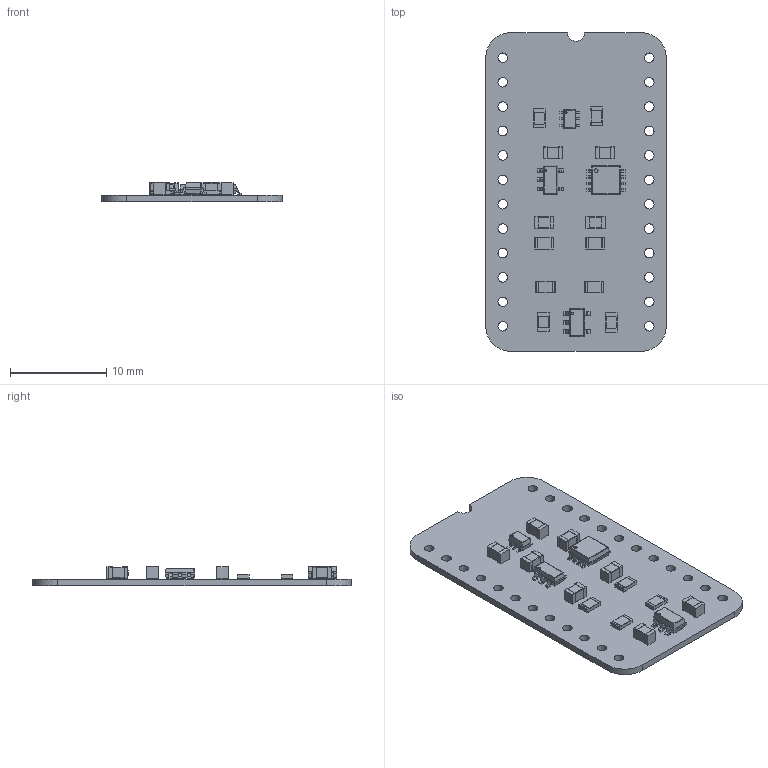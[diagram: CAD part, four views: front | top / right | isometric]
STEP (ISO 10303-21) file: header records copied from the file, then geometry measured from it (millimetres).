
FILE_DESCRIPTION(('KiCad electronic assembly'),'2;1');
FILE_NAME('Clock Doubler.step','2024-07-02T10:34:11',('Pcbnew'),('Kicad' ),'Open CASCADE STEP processor 7.8','KiCad to STEP converter', 'Unknown');
FILE_SCHEMA(('AUTOMOTIVE_DESIGN { 1 0 10303 214 1 1 1 1 }'));
Length unit declared in the file: millimetre
Products named in the file (14): Clock Doubler 1; R_0805_2012Metric; C_0805_2012Metric; MMBD4148TW-7-F; ASSEMBLY; 74LVC2G08DP-Q100H; AP7365-33WG-7; M74VHC1G126DTT1G; Clock Doubler_PCB
Assembly tree (23 placements, depth 3):
  Clock Doubler 1
    R_0805_2012Metric  x4
      R_0805_2012Metric
    C_0805_2012Metric  x8
      C_0805_2012Metric
    MMBD4148TW-7-F
      ASSEMBLY
    74LVC2G08DP-Q100H
      ASSEMBLY
    AP7365-33WG-7
      ASSEMBLY
    M74VHC1G126DTT1G
      ASSEMBLY
    Clock Doubler_PCB
Bounding box: 18.8 x 33.17 x 2.05 mm (x, y, z)
Volume: 467.5 mm3; surface area: 1549.7 mm2
Topology: 41 solids, 41 shells, 772 faces, 1930 edges, 1260 vertices
Faces by surface type: plane 507, cylinder 265
Full cylindrical faces by diameter (mm): 0.156 x1, 0.188 x1, 0.2 x1, 0.375 x1, 1 x24
Entity records: 15338 total; most frequent: DIRECTION 2548, CARTESIAN_POINT 2536, ORIENTED_EDGE 2444, EDGE_CURVE 1222, LINE 940, VECTOR 940, AXIS2_PLACEMENT_3D 804, VERTEX_POINT 792
